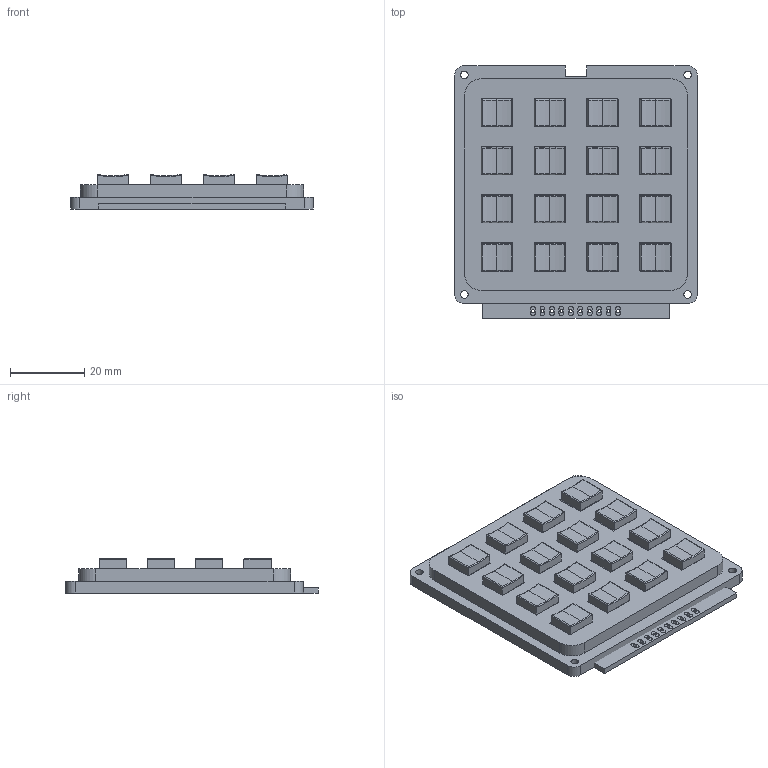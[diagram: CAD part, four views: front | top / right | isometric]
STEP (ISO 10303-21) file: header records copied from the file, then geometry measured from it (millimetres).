
FILE_DESCRIPTION (( 'STEP AP214' ), '1' );
FILE_NAME ('43A6005F-D0CC-448E-81A2-54F7FC04642F.STEP', '2023-03-31T11:09:45', ( '' ), ( '' ), 'SwSTEP 2.0', 'SolidWorks 2022', '' );
FILE_SCHEMA (( 'AUTOMOTIVE_DESIGN' ));
Length unit declared in the file: centimetre
Products named in the file (1): 43A6005F-D0CC-448E-81A2-54F7FC04642F
Bounding box: 65.28 x 67.82 x 9.4 mm (x, y, z)
Volume: 26472.7 mm3; surface area: 23065.1 mm2
Topology: 18 solids, 18 shells, 387 faces, 1004 edges, 664 vertices
Faces by surface type: plane 215, cylinder 124, torus 48
Entity records: 16746 total; most frequent: CARTESIAN_POINT 2504, DIRECTION 2028, ORIENTED_EDGE 2008, EDGE_CURVE 1004, AXIS2_PLACEMENT_3D 700, VERTEX_POINT 664, LINE 628, VECTOR 628
